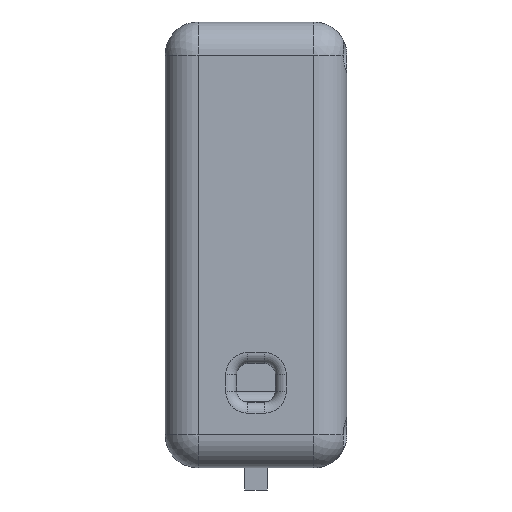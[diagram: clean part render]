
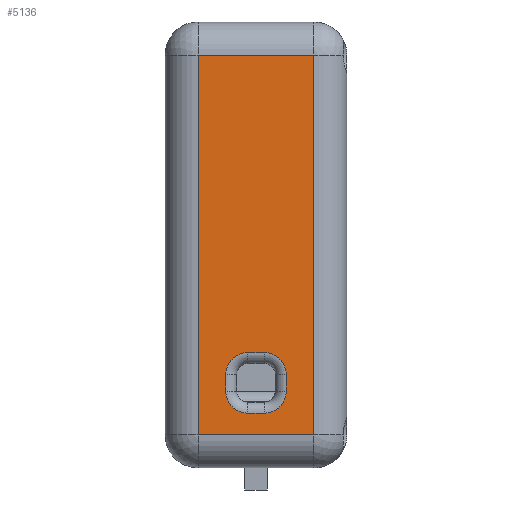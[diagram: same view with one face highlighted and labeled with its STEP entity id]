
A CAD part, left-side view. The second image highlights one B-rep face of the part: STEP entity #5136.
In plain terms, the highlighted planar face has unit normal (-1, 0, 0).
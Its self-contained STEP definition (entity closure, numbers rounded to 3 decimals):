
#368=CIRCLE('',#5605,4.);
#372=CIRCLE('',#5610,4.);
#376=CIRCLE('',#5615,4.);
#378=CIRCLE('',#5619,4.);
#494=FACE_BOUND('',#1177,.T.);
#590=PLANE('',#5636);
#845=FACE_OUTER_BOUND('',#1176,.T.);
#1176=EDGE_LOOP('',(#4533,#4534,#4535,#4536));
#1177=EDGE_LOOP('',(#4537,#4538,#4539,#4540,#4541,#4542,#4543,#4544));
#1560=LINE('',#9117,#1943);
#1562=LINE('',#9129,#1945);
#1566=LINE('',#9159,#1949);
#1570=LINE('',#9168,#1953);
#1578=LINE('',#9210,#1961);
#1579=LINE('',#9212,#1962);
#1580=LINE('',#9214,#1963);
#1581=LINE('',#9215,#1964);
#1943=VECTOR('',#6882,10.);
#1945=VECTOR('',#6896,10.);
#1949=VECTOR('',#6906,10.);
#1953=VECTOR('',#6916,10.);
#1961=VECTOR('',#6938,10.);
#1962=VECTOR('',#6939,10.);
#1963=VECTOR('',#6940,10.);
#1964=VECTOR('',#6941,10.);
#2490=VERTEX_POINT('',#9093);
#2491=VERTEX_POINT('',#9095);
#2494=VERTEX_POINT('',#9102);
#2495=VERTEX_POINT('',#9104);
#2498=VERTEX_POINT('',#9111);
#2499=VERTEX_POINT('',#9113);
#2500=VERTEX_POINT('',#9120);
#2501=VERTEX_POINT('',#9121);
#2514=VERTEX_POINT('',#9208);
#2515=VERTEX_POINT('',#9209);
#2516=VERTEX_POINT('',#9211);
#2517=VERTEX_POINT('',#9213);
#3170=EDGE_CURVE('',#2490,#2491,#368,.T.);
#3174=EDGE_CURVE('',#2494,#2495,#372,.T.);
#3178=EDGE_CURVE('',#2498,#2499,#376,.T.);
#3180=EDGE_CURVE('',#2491,#2498,#1560,.T.);
#3182=EDGE_CURVE('',#2500,#2501,#378,.T.);
#3186=EDGE_CURVE('',#2501,#2494,#1562,.T.);
#3192=EDGE_CURVE('',#2499,#2500,#1566,.T.);
#3197=EDGE_CURVE('',#2495,#2490,#1570,.T.);
#3208=EDGE_CURVE('',#2514,#2515,#1578,.T.);
#3209=EDGE_CURVE('',#2516,#2514,#1579,.T.);
#3210=EDGE_CURVE('',#2517,#2516,#1580,.T.);
#3211=EDGE_CURVE('',#2515,#2517,#1581,.T.);
#4533=ORIENTED_EDGE('',*,*,#3208,.F.);
#4534=ORIENTED_EDGE('',*,*,#3209,.F.);
#4535=ORIENTED_EDGE('',*,*,#3210,.F.);
#4536=ORIENTED_EDGE('',*,*,#3211,.F.);
#4537=ORIENTED_EDGE('',*,*,#3182,.F.);
#4538=ORIENTED_EDGE('',*,*,#3192,.F.);
#4539=ORIENTED_EDGE('',*,*,#3178,.F.);
#4540=ORIENTED_EDGE('',*,*,#3180,.F.);
#4541=ORIENTED_EDGE('',*,*,#3170,.F.);
#4542=ORIENTED_EDGE('',*,*,#3197,.F.);
#4543=ORIENTED_EDGE('',*,*,#3174,.F.);
#4544=ORIENTED_EDGE('',*,*,#3186,.F.);
#5136=ADVANCED_FACE('',(#845,#494),#590,.T.);
#5605=AXIS2_PLACEMENT_3D('',#9096,#6856,#6857);
#5610=AXIS2_PLACEMENT_3D('',#9105,#6866,#6867);
#5615=AXIS2_PLACEMENT_3D('',#9114,#6876,#6877);
#5619=AXIS2_PLACEMENT_3D('',#9122,#6886,#6887);
#5636=AXIS2_PLACEMENT_3D('',#9207,#6936,#6937);
#6856=DIRECTION('center_axis',(-1.,0.,0.));
#6857=DIRECTION('ref_axis',(0.,-0.707,0.707));
#6866=DIRECTION('center_axis',(-1.,0.,0.));
#6867=DIRECTION('ref_axis',(0.,-0.707,-0.707));
#6876=DIRECTION('center_axis',(-1.,0.,0.));
#6877=DIRECTION('ref_axis',(0.,0.707,0.707));
#6882=DIRECTION('',(0.,1.,0.));
#6886=DIRECTION('center_axis',(-1.,0.,0.));
#6887=DIRECTION('ref_axis',(0.,0.707,-0.707));
#6896=DIRECTION('',(0.,-1.,0.));
#6906=DIRECTION('',(0.,0.,-1.));
#6916=DIRECTION('',(0.,0.,1.));
#6936=DIRECTION('center_axis',(-1.,0.,0.));
#6937=DIRECTION('ref_axis',(0.,0.,1.));
#6938=DIRECTION('',(0.,0.,-1.));
#6939=DIRECTION('',(0.,-1.,0.));
#6940=DIRECTION('',(0.,0.,1.));
#6941=DIRECTION('',(0.,1.,0.));
#9093=CARTESIAN_POINT('',(-60.5,8.,-23.547));
#9095=CARTESIAN_POINT('',(-60.5,12.,-19.547));
#9096=CARTESIAN_POINT('Origin',(-60.5,12.,-23.547));
#9102=CARTESIAN_POINT('',(-60.5,12.,-30.547));
#9104=CARTESIAN_POINT('',(-60.5,8.,-26.547));
#9105=CARTESIAN_POINT('Origin',(-60.5,12.,-26.547));
#9111=CARTESIAN_POINT('',(-60.5,15.,-19.547));
#9113=CARTESIAN_POINT('',(-60.5,19.,-23.547));
#9114=CARTESIAN_POINT('Origin',(-60.5,15.,-23.547));
#9117=CARTESIAN_POINT('',(-60.5,8.5,-19.547));
#9120=CARTESIAN_POINT('',(-60.5,19.,-26.547));
#9121=CARTESIAN_POINT('',(-60.5,15.,-30.547));
#9122=CARTESIAN_POINT('Origin',(-60.5,15.,-26.547));
#9129=CARTESIAN_POINT('',(-60.5,5.,-30.547));
#9159=CARTESIAN_POINT('',(-60.5,19.,-33.024));
#9168=CARTESIAN_POINT('',(-60.5,8.,-29.524));
#9207=CARTESIAN_POINT('Origin',(-60.5,0.,-37.5));
#9208=CARTESIAN_POINT('',(-60.5,3.,34.5));
#9209=CARTESIAN_POINT('',(-60.5,3.,-34.5));
#9210=CARTESIAN_POINT('',(-60.5,3.,-18.75));
#9211=CARTESIAN_POINT('',(-60.5,24.,34.5));
#9212=CARTESIAN_POINT('',(-60.5,0.,34.5));
#9213=CARTESIAN_POINT('',(-60.5,24.,-34.5));
#9214=CARTESIAN_POINT('',(-60.5,24.,-18.75));
#9215=CARTESIAN_POINT('',(-60.5,0.,-34.5));
